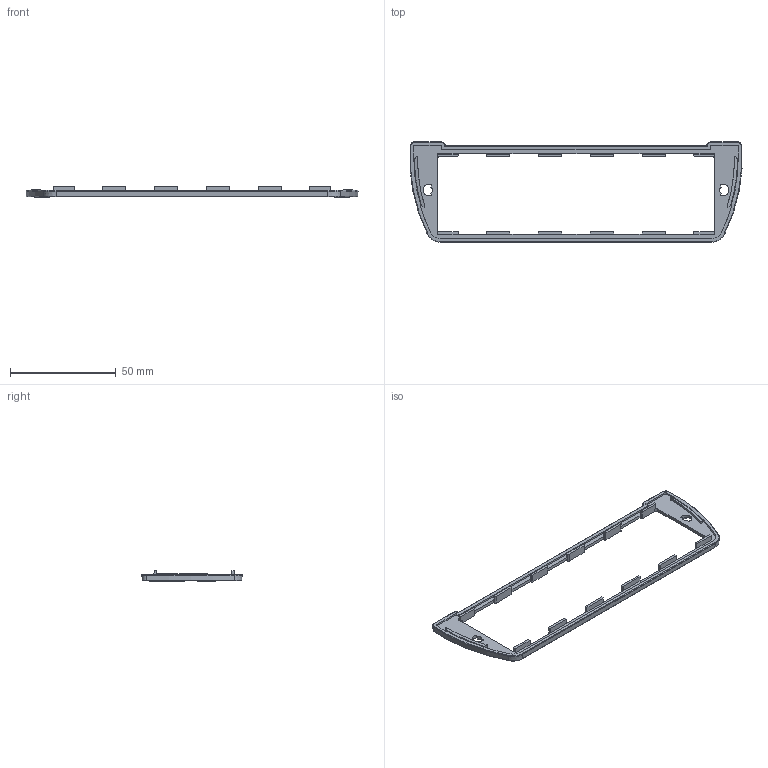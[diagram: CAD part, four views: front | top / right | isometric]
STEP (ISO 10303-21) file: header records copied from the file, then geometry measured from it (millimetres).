
FILE_DESCRIPTION(/* description */ (''),/* implementation_level */ '2;1');
FILE_NAME(/* name */ '94568100_AS 1540 DI-EMV.stp',/* time_stamp */ '2018-04-17T11:44:31+02:00',/* author */ ('hransiek'),/* organization */ (''),/* preprocessor_version */ 'ST-DEVELOPER v16.5',/* originating_system */ 'Autodesk Inventor 2017',/* authorisation */ '');
FILE_SCHEMA (('AUTOMOTIVE_DESIGN { 1 0 10303 214 3 1 1 }'));
Length unit declared in the file: millimetre
Products named in the file (2): Zusammenbau AS 1440; 1011379_3D_montiert
Assembly tree (1 placements, depth 2):
  Zusammenbau AS 1440
    1011379_3D_montiert
Bounding box: 157.07 x 47.4 x 5 mm (x, y, z)
Volume: 4814.1 mm3; surface area: 7391.1 mm2
Topology: 1 solids, 1 shells, 269 faces, 725 edges, 464 vertices
Faces by surface type: plane 140, cone 80, cylinder 31, torus 18
Entity records: 8609 total; most frequent: CARTESIAN_POINT 1595, DIRECTION 1513, ORIENTED_EDGE 1450, EDGE_CURVE 725, AXIS2_PLACEMENT_3D 528, VERTEX_POINT 464, LINE 457, VECTOR 457
